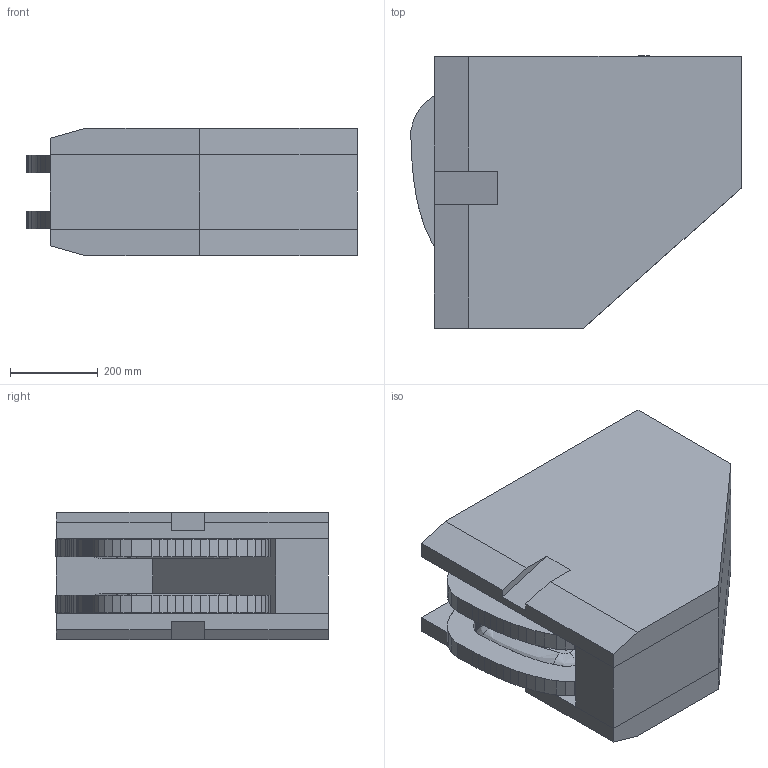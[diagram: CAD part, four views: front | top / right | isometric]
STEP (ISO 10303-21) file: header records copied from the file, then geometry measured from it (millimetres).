
FILE_DESCRIPTION (( 'STEP AP214' ), '1' );
FILE_NAME ('DARKLIGHT ARIEL DIPOLE Step File 1-24-23.STEP', '2023-01-24T15:56:27', ( '' ), ( '' ), 'SwSTEP 2.0', 'SolidWorks 2021', '' );
FILE_SCHEMA (( 'AUTOMOTIVE_DESIGN' ));
Length unit declared in the file: inch
Products named in the file (7): YokeSide^DarkLightMagnet; Darklight Ariel Pole tip kelsey_Mirror; Darklight Ariel Pole tip kelsey; ReturnYoke^DarkLightMagnet; YokeSide1^DarkLightMagnet; Coil^DarkLightMagnet; DARKLIGHT ARIEL DIPOLE Step File 1-24-23
Assembly tree (7 placements, depth 2):
  DARKLIGHT ARIEL DIPOLE Step File 1-24-23
    YokeSide1^DarkLightMagnet
    YokeSide^DarkLightMagnet
    Coil^DarkLightMagnet  x2
    Darklight Ariel Pole tip kelsey
    ReturnYoke^DarkLightMagnet
    Darklight Ariel Pole tip kelsey_Mirror
Bounding box: 754.14 x 621.75 x 290 mm (x, y, z)
Volume: 82395822.3 mm3; surface area: 3605387 mm2
Topology: 7 solids, 7 shells, 520 faces, 1500 edges, 994 vertices
Faces by surface type: plane 482, cylinder 20, bspline 18
Entity records: 10842 total; most frequent: CARTESIAN_POINT 2975, ORIENTED_EDGE 1680, DIRECTION 1384, EDGE_CURVE 840, VECTOR 764, LINE 764, VERTEX_POINT 554, AXIS2_PLACEMENT_3D 310
